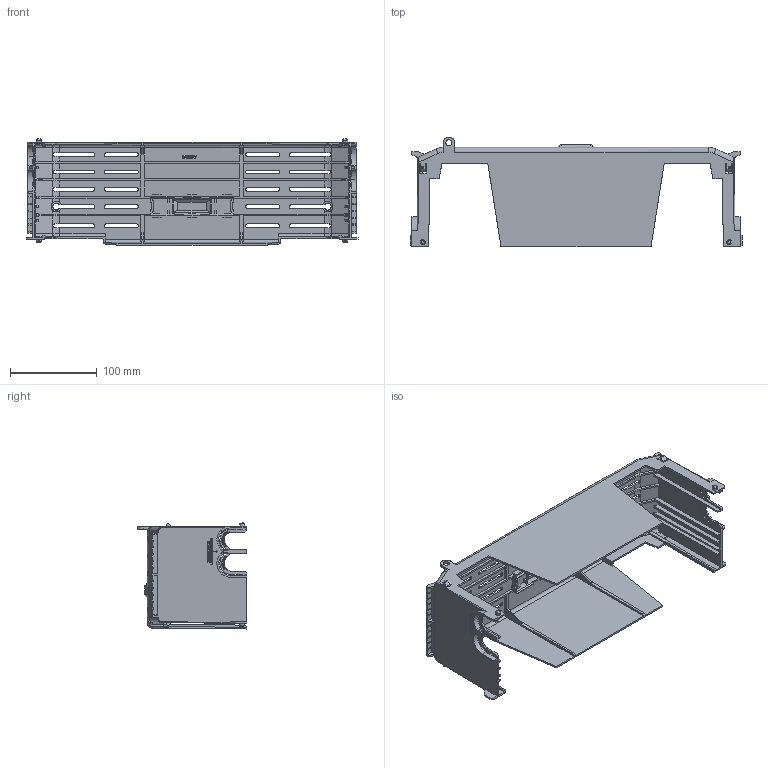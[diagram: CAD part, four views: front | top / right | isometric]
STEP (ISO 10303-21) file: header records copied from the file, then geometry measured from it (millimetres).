
FILE_DESCRIPTION (( 'STEP AP214' ), '1' );
FILE_NAME ('CVRI-RH-60600-1.step', '2018-05-09T19:34:07', ( '' ), ( '' ), 'SwSTEP 2.0', 'SolidWorks 2017', '' );
FILE_SCHEMA (( 'AUTOMOTIVE_DESIGN' ));
Length unit declared in the file: inch
Products named in the file (1): CVRI-RH-60600-1
Bounding box: 383.16 x 126.56 x 122.35 mm (x, y, z)
Volume: 259515.6 mm3; surface area: 266819.7 mm2
Topology: 1 solids, 1 shells, 2399 faces, 6710 edges, 4443 vertices
Faces by surface type: plane 1630, bspline 558, cylinder 123, cone 88
Entity records: 109937 total; most frequent: CARTESIAN_POINT 54298, ORIENTED_EDGE 13416, DIRECTION 8261, EDGE_CURVE 6708, VERTEX_POINT 4443, VECTOR 4193, LINE 4193, EDGE_LOOP 2601
